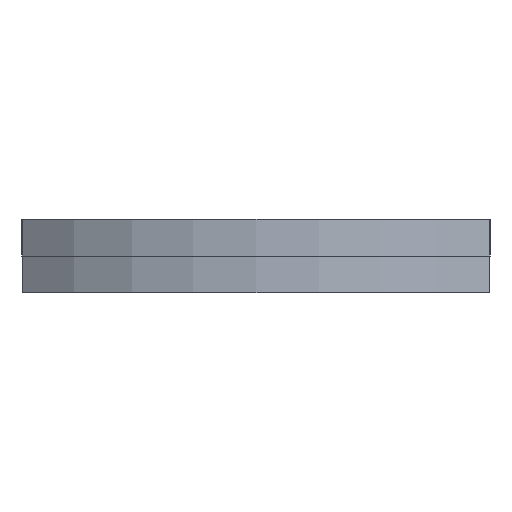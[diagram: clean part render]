
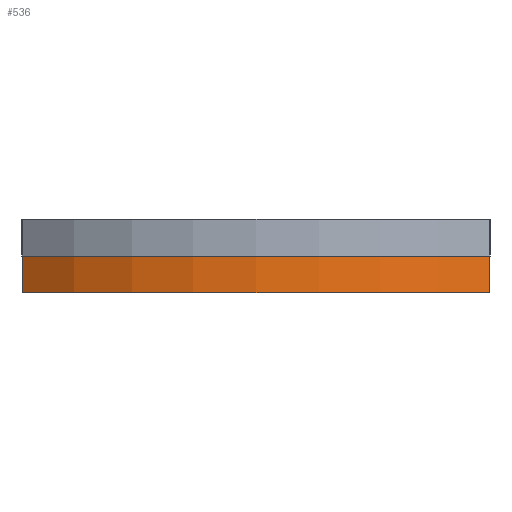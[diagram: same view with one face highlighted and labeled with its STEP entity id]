
A CAD part, left-side view. The second image highlights one B-rep face of the part: STEP entity #536.
In plain terms, the highlighted cylindrical face has radius 15 mm (diameter 30 mm), a partial arc.
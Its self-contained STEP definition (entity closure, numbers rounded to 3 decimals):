
#152=CARTESIAN_POINT('',(15.,0.,1.5));
#153=DIRECTION('',(0.,0.,1.));
#154=DIRECTION('',(-1.,0.,0.));
#155=AXIS2_PLACEMENT_3D('',#152,#153,#154);
#157=CARTESIAN_POINT('',(15.,0.,1.5));
#158=DIRECTION('',(0.,0.,1.));
#159=DIRECTION('',(-0.774,0.633,0.));
#160=AXIS2_PLACEMENT_3D('',#157,#158,#159);
#176=DIRECTION('',(0.,0.,-1.));
#177=VECTOR('',#176,1.5);
#178=CARTESIAN_POINT('',(3.392,9.5,1.5));
#179=LINE('',#178,#177);
#180=DIRECTION('',(0.,0.,1.));
#181=VECTOR('',#180,1.5);
#182=CARTESIAN_POINT('',(3.392,-9.5,0.));
#183=LINE('',#182,#181);
#184=CARTESIAN_POINT('',(15.,0.,0.));
#185=DIRECTION('',(0.,0.,-1.));
#186=DIRECTION('',(-0.774,-0.633,0.));
#187=AXIS2_PLACEMENT_3D('',#184,#185,#186);
#279=CARTESIAN_POINT('',(3.392,9.5,0.));
#280=VERTEX_POINT('',#279);
#281=CARTESIAN_POINT('',(3.392,9.5,1.5));
#282=VERTEX_POINT('',#281);
#297=CARTESIAN_POINT('',(3.392,-9.5,0.));
#298=VERTEX_POINT('',#297);
#299=CARTESIAN_POINT('',(3.392,-9.5,1.5));
#300=VERTEX_POINT('',#299);
#301=CARTESIAN_POINT('',(0.,0.,1.5));
#302=VERTEX_POINT('',#301);
#523=CARTESIAN_POINT('',(15.,0.,4.75));
#524=DIRECTION('',(0.,0.,1.));
#525=DIRECTION('',(0.,1.,0.));
#526=AXIS2_PLACEMENT_3D('',#523,#524,#525);
#527=CYLINDRICAL_SURFACE('',#526,15.);
#529=ORIENTED_EDGE('',*,*,#528,.T.);
#530=ORIENTED_EDGE('',*,*,#449,.F.);
#531=ORIENTED_EDGE('',*,*,#510,.T.);
#532=ORIENTED_EDGE('',*,*,#508,.T.);
#533=ORIENTED_EDGE('',*,*,#384,.F.);
#534=EDGE_LOOP('',(#529,#530,#531,#532,#533));
#535=FACE_OUTER_BOUND('',#534,.F.);
#536=ADVANCED_FACE('',(#535),#527,.T.);
#156=CIRCLE('',#155,15.);
#161=CIRCLE('',#160,15.);
#188=CIRCLE('',#187,15.);
#384=EDGE_CURVE('',#298,#300,#183,.T.);
#449=EDGE_CURVE('',#282,#280,#179,.T.);
#508=EDGE_CURVE('',#302,#300,#156,.T.);
#510=EDGE_CURVE('',#282,#302,#161,.T.);
#528=EDGE_CURVE('',#298,#280,#188,.T.);
